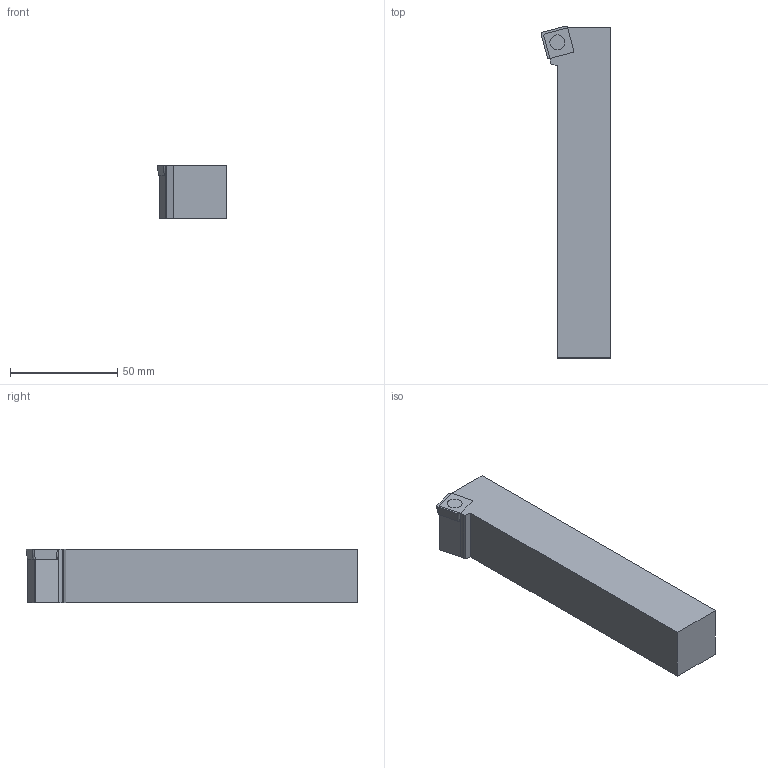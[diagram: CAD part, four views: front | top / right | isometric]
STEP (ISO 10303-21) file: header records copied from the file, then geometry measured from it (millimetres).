
FILE_DESCRIPTION(/* description */ (''),/* implementation_level */ '2;1');
FILE_NAME(/* name */ 'SSKCR2525M12MA_SIM.stp',/* time_stamp */ '2021-08-26T07:53:56+02:00',/* author */ (''),/* organization */ (''),/* preprocessor_version */ 'ST-DEVELOPER v16.7',/* originating_system */ 'SIEMENS PLM Software NX 12.0',/* authorisation */ '');
FILE_SCHEMA (('AUTOMOTIVE_DESIGN { 1 0 10303 214 3 1 1 1 }'));
Length unit declared in the file: millimetre
Products named in the file (1): krab962C9A89fmev
Bounding box: 32.47 x 154.42 x 24.99 mm (x, y, z)
Volume: 98028 mm3; surface area: 17431.1 mm2
Topology: 2 solids, 2 shells, 25 faces, 62 edges, 41 vertices
Faces by surface type: plane 17, cylinder 7, torus 1
Full cylindrical faces by diameter (mm): 5.5 x1, 7 x1
Entity records: 760 total; most frequent: DIRECTION 124, CARTESIAN_POINT 124, ORIENTED_EDGE 116, EDGE_CURVE 58, LINE 44, VECTOR 44, VERTEX_POINT 40, AXIS2_PLACEMENT_3D 40
